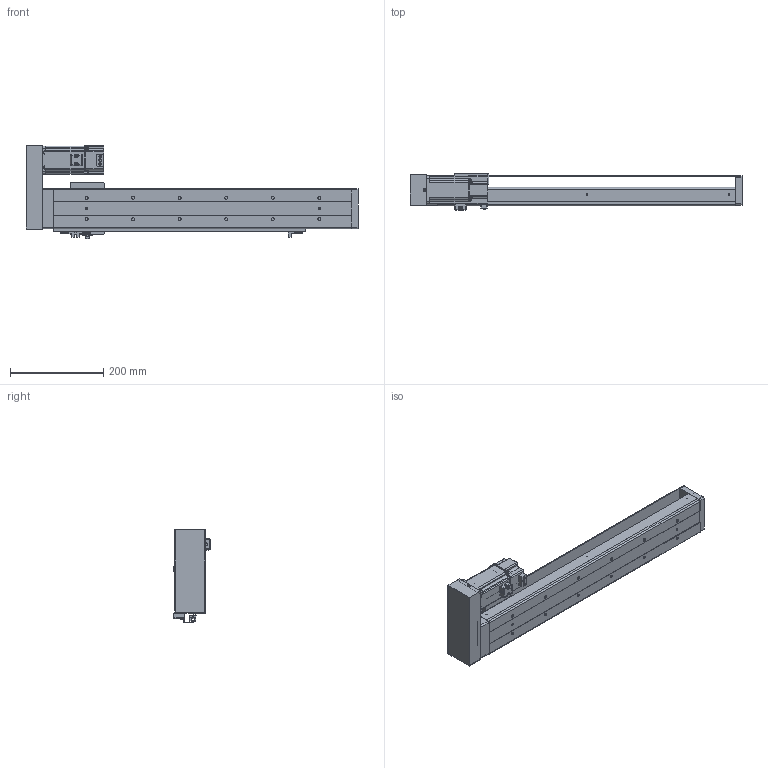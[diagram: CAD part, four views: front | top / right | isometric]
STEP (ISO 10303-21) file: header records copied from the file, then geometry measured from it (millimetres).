
FILE_DESCRIPTION (( 'STEP AP203' ), '1' );
FILE_NAME ('JL-KK-86U-500-L640-A1-1620-IL-H400-RM--O-S3.STEP', '2021-01-08T04:34:35', ( 'Windows' ), ( 'Microsoft' ), 'SwSTEP 2.0', 'SolidWorks 2016', '' );
FILE_SCHEMA (( 'CONFIG_CONTROL_DESIGN' ));
Length unit declared in the file: millimetre
Products named in the file (14): PM-L25-嫖萇羲壽嘐隅啣; pm-l25_step; JLKK-86(價掛倰)-綴傷裔; 60&86-（标准型）-感应片; JLKK-KK-86-LM&RM-肮祭謫欶; JLKK-86(價掛倰)-ヶ傷裔; JLKK-KK-86-RM-三菱M400W马达板; 86-M3羲壽羞; JLKK-86(基本型)-底座加工图; 三菱M400W(SMA-L040); JL-KK-86U-500-L640-A1-1620-IL-H400-RM--O-S3; JLKK-86-CM-16蹟裝; JLKK-86(價掛倰)-奻裔啣; JLKK-86-滑动座上组件(使用16四方螺帽)-一体式
Assembly tree (17 placements, depth 2):
  JL-KK-86U-500-L640-A1-1620-IL-H400-RM--O-S3
    pm-l25_step  x3
    60&86-（标准型）-感应片
    JLKK-86(價掛倰)-ヶ傷裔
    86-M3羲壽羞
    三菱M400W(SMA-L040)
    JLKK-86-CM-16蹟裝
    JLKK-86(價掛倰)-奻裔啣
    JLKK-86-滑动座上组件(使用16四方螺帽)-一体式
    PM-L25-嫖萇羲壽嘐隅啣  x3
    JLKK-86(價掛倰)-綴傷裔
    JLKK-KK-86-LM&RM-肮祭謫欶
    JLKK-KK-86-RM-三菱M400W马达板
    JLKK-86(基本型)-底座加工图
Bounding box: 713 x 77.5 x 201 mm (x, y, z)
Volume: 1671320.4 mm3; surface area: 599062.1 mm2
Topology: 17 solids, 17 shells, 1718 faces, 4357 edges, 2735 vertices
Faces by surface type: cylinder 732, plane 660, cone 166, bspline 118, torus 34, sphere 8
Entity records: 61838 total; most frequent: CARTESIAN_POINT 22766, DIRECTION 7794, ORIENTED_EDGE 7756, EDGE_CURVE 3878, AXIS2_PLACEMENT_3D 2929, VERTEX_POINT 2483, VECTOR 1936, LINE 1936
